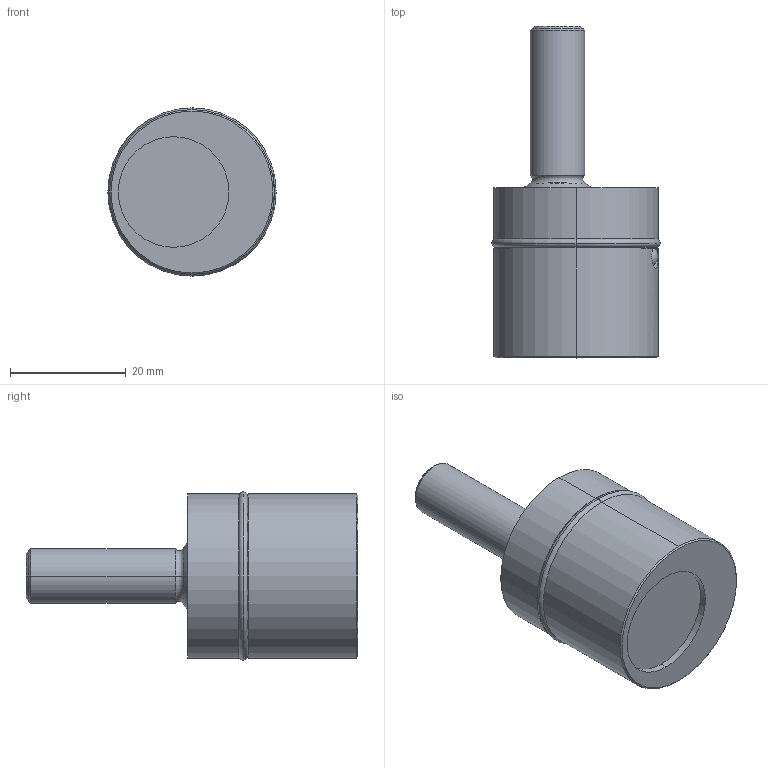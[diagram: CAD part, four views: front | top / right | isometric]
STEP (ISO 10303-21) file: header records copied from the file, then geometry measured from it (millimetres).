
FILE_DESCRIPTION((''),'2;1');
FILE_NAME('ILC66091801_ASM','2014-08-26T',('kr'),(''),'PRO/ENGINEER BY PARAMETRIC TECHNOLOGY CORPORATION, 2013320','PRO/ENGINEER BY PARAMETRIC TECHNOLOGY CORPORATION, 2013320','');
FILE_SCHEMA(('AUTOMOTIVE_DESIGN { 1 0 10303 214 1 1 1 1 }'));
Length unit declared in the file: inch
Products named in the file (3): ILC66091801_BODY; ILC66091801_PIVOT; ILC66091801_ASM
Assembly tree (2 placements, depth 2):
  ILC66091801_ASM
    ILC66091801_BODY
    ILC66091801_PIVOT
Bounding box: 29.03 x 57.28 x 29.03 mm (x, y, z)
Volume: 19937.5 mm3; surface area: 7717.2 mm2
Topology: 2 solids, 3 shells, 84 faces, 194 edges, 119 vertices
Faces by surface type: plane 34, cylinder 30, torus 8, cone 6, sphere 6
Entity records: 2677 total; most frequent: CARTESIAN_POINT 541, DIRECTION 452, ORIENTED_EDGE 372, EDGE_CURVE 188, AXIS2_PLACEMENT_3D 185, VERTEX_POINT 119, EDGE_LOOP 99, CIRCLE 94
